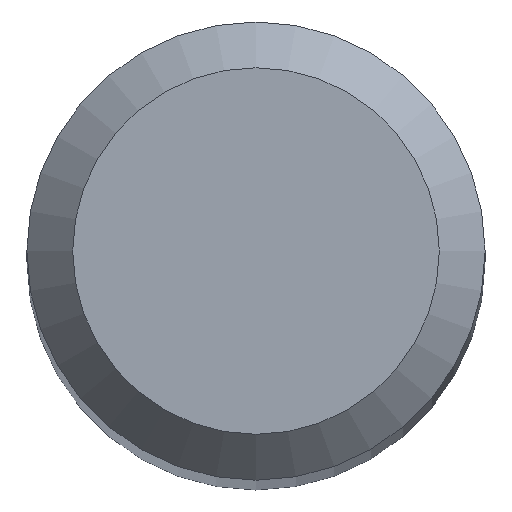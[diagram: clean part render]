
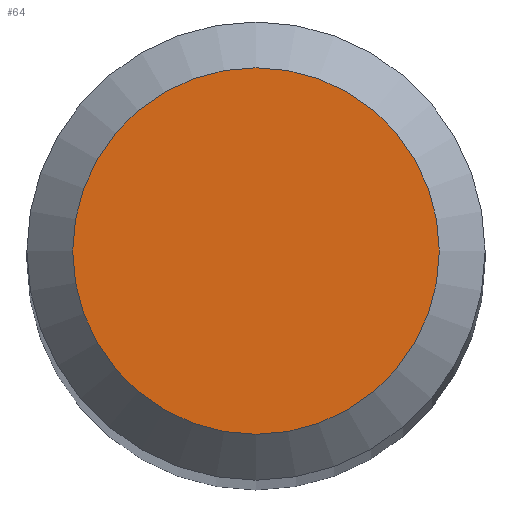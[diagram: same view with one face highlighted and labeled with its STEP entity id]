
A CAD part, top view. The second image highlights one B-rep face of the part: STEP entity #64.
In plain terms, the highlighted planar face has unit normal (0, 0, 1).
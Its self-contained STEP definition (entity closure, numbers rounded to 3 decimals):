
#2 = CIRCLE ( 'NONE', #61, 0.8 ) ;
#3 = ORIENTED_EDGE ( 'NONE', *, *, #84, .F. ) ;
#41 = EDGE_LOOP ( 'NONE', ( #3 ) ) ;
#61 = AXIS2_PLACEMENT_3D ( 'NONE', #117, #273, #122 ) ;
#64 = ADVANCED_FACE ( 'NONE', ( #271 ), #164, .F. ) ;
#84 = EDGE_CURVE ( 'NONE', #127, #127, #2, .T. ) ;
#88 = DIRECTION ( 'NONE',  ( 0., 1., 0. ) ) ;
#117 = CARTESIAN_POINT ( 'NONE',  ( 0., 0., 32. ) ) ;
#122 = DIRECTION ( 'NONE',  ( 0., 1., 0. ) ) ;
#127 = VERTEX_POINT ( 'NONE', #218 ) ;
#164 = PLANE ( 'NONE',  #253 ) ;
#204 = DIRECTION ( 'NONE',  ( 0., 0., -1. ) ) ;
#218 = CARTESIAN_POINT ( 'NONE',  ( 0., 0.8, 32. ) ) ;
#253 = AXIS2_PLACEMENT_3D ( 'NONE', #266, #204, #88 ) ;
#266 = CARTESIAN_POINT ( 'NONE',  ( 0., 0., 32. ) ) ;
#271 = FACE_OUTER_BOUND ( 'NONE', #41, .T. ) ;
#273 = DIRECTION ( 'NONE',  ( 0., 0., -1. ) ) ;
